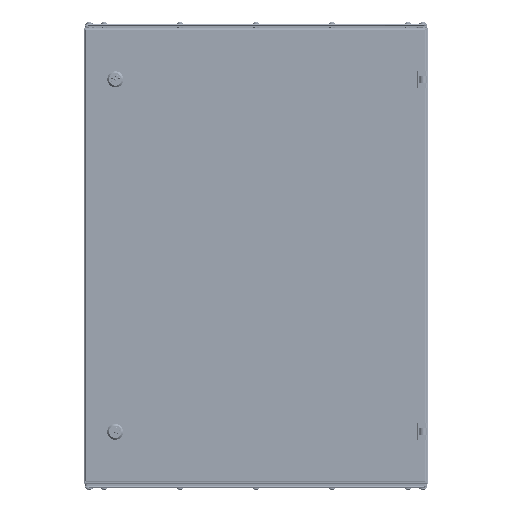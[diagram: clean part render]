
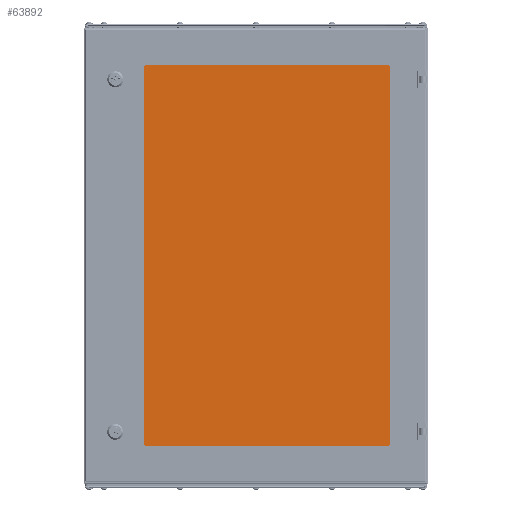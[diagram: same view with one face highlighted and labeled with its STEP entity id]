
A CAD part, top view. The second image highlights one B-rep face of the part: STEP entity #63892.
In plain terms, the highlighted planar face has unit normal (0, 0, 1).
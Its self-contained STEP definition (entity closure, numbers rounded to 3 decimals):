
#2378 = LINE ( 'NONE', #30421, #63521 ) ;
#3979 = VERTEX_POINT ( 'NONE', #35700 ) ;
#6447 = DIRECTION ( 'NONE',  ( -1., 0., 0. ) ) ;
#7460 = LINE ( 'NONE', #33738, #20516 ) ;
#10976 = EDGE_CURVE ( 'NONE', #64150, #67725, #2378, .T. ) ;
#11891 = ORIENTED_EDGE ( 'NONE', *, *, #39630, .T. ) ;
#12856 = DIRECTION ( 'NONE',  ( -1., 0., 0. ) ) ;
#14779 = CIRCLE ( 'NONE', #64495, 10. ) ;
#19501 = DIRECTION ( 'NONE',  ( 0., 0., 1. ) ) ;
#19633 = CIRCLE ( 'NONE', #84953, 10. ) ;
#19839 = CARTESIAN_POINT ( 'NONE',  ( -217.75, 335.5, 4. ) ) ;
#19967 = CARTESIAN_POINT ( 'NONE',  ( -217.75, -335.5, 4. ) ) ;
#20516 = VECTOR ( 'NONE', #12856, 1000. ) ;
#23706 = VERTEX_POINT ( 'NONE', #49165 ) ;
#24453 = CARTESIAN_POINT ( 'NONE',  ( 227.75, -335.5, 4. ) ) ;
#26979 = DIRECTION ( 'NONE',  ( -1., 0., 0. ) ) ;
#28184 = VERTEX_POINT ( 'NONE', #35076 ) ;
#29989 = DIRECTION ( 'NONE',  ( 1., 0., 0. ) ) ;
#30421 = CARTESIAN_POINT ( 'NONE',  ( -227.75, -345.5, 4. ) ) ;
#30911 = CARTESIAN_POINT ( 'NONE',  ( -217.75, -345.5, 4. ) ) ;
#32540 = ORIENTED_EDGE ( 'NONE', *, *, #81832, .T. ) ;
#33657 = FACE_OUTER_BOUND ( 'NONE', #44814, .T. ) ;
#33738 = CARTESIAN_POINT ( 'NONE',  ( -227.75, 345.5, 4. ) ) ;
#34472 = ORIENTED_EDGE ( 'NONE', *, *, #69345, .T. ) ;
#35076 = CARTESIAN_POINT ( 'NONE',  ( -227.75, -335.5, 4. ) ) ;
#35148 = DIRECTION ( 'NONE',  ( 0., -1., 0. ) ) ;
#35338 = VECTOR ( 'NONE', #35148, 1000. ) ;
#35700 = CARTESIAN_POINT ( 'NONE',  ( 227.75, 335.5, 4. ) ) ;
#39527 = DIRECTION ( 'NONE',  ( -1., 0., 0. ) ) ;
#39630 = EDGE_CURVE ( 'NONE', #67725, #55436, #14779, .T. ) ;
#39743 = EDGE_CURVE ( 'NONE', #23706, #61327, #7460, .T. ) ;
#40770 = DIRECTION ( 'NONE',  ( 0., 0., -1. ) ) ;
#44814 = EDGE_LOOP ( 'NONE', ( #75133, #11891, #61445, #34472, #76413, #80940, #32540, #86110 ) ) ;
#44902 = DIRECTION ( 'NONE',  ( 0., 0., 1. ) ) ;
#46981 = DIRECTION ( 'NONE',  ( 0., 0., 1. ) ) ;
#49165 = CARTESIAN_POINT ( 'NONE',  ( 217.75, 345.5, 4. ) ) ;
#53565 = EDGE_CURVE ( 'NONE', #28184, #64150, #69269, .T. ) ;
#53783 = LINE ( 'NONE', #81361, #56810 ) ;
#55436 = VERTEX_POINT ( 'NONE', #24453 ) ;
#56567 = EDGE_CURVE ( 'NONE', #55436, #3979, #53783, .T. ) ;
#56810 = VECTOR ( 'NONE', #60021, 1000. ) ;
#57311 = CARTESIAN_POINT ( 'NONE',  ( 217.75, 335.5, 4. ) ) ;
#57508 = EDGE_CURVE ( 'NONE', #61327, #72585, #81004, .T. ) ;
#60021 = DIRECTION ( 'NONE',  ( 0., 1., 0. ) ) ;
#60768 = PLANE ( 'NONE',  #83235 ) ;
#61327 = VERTEX_POINT ( 'NONE', #67486 ) ;
#61445 = ORIENTED_EDGE ( 'NONE', *, *, #56567, .T. ) ;
#61799 = CARTESIAN_POINT ( 'NONE',  ( -227.75, -345.5, 4. ) ) ;
#63521 = VECTOR ( 'NONE', #29989, 1000. ) ;
#63892 = ADVANCED_FACE ( 'NONE', ( #33657 ), #60768, .F. ) ;
#64150 = VERTEX_POINT ( 'NONE', #30911 ) ;
#64495 = AXIS2_PLACEMENT_3D ( 'NONE', #64884, #44902, #78240 ) ;
#64884 = CARTESIAN_POINT ( 'NONE',  ( 217.75, -335.5, 4. ) ) ;
#65040 = AXIS2_PLACEMENT_3D ( 'NONE', #19967, #19501, #39527 ) ;
#67486 = CARTESIAN_POINT ( 'NONE',  ( -217.75, 345.5, 4. ) ) ;
#67725 = VERTEX_POINT ( 'NONE', #69800 ) ;
#69269 = CIRCLE ( 'NONE', #65040, 10. ) ;
#69345 = EDGE_CURVE ( 'NONE', #3979, #23706, #19633, .T. ) ;
#69800 = CARTESIAN_POINT ( 'NONE',  ( 217.75, -345.5, 4. ) ) ;
#71008 = AXIS2_PLACEMENT_3D ( 'NONE', #19839, #46981, #6447 ) ;
#72406 = DIRECTION ( 'NONE',  ( 0., 0., 1. ) ) ;
#72585 = VERTEX_POINT ( 'NONE', #85794 ) ;
#75133 = ORIENTED_EDGE ( 'NONE', *, *, #10976, .T. ) ;
#76413 = ORIENTED_EDGE ( 'NONE', *, *, #39743, .T. ) ;
#78240 = DIRECTION ( 'NONE',  ( -1., 0., 0. ) ) ;
#80940 = ORIENTED_EDGE ( 'NONE', *, *, #57508, .T. ) ;
#81004 = CIRCLE ( 'NONE', #71008, 10. ) ;
#81361 = CARTESIAN_POINT ( 'NONE',  ( 227.75, -345.5, 4. ) ) ;
#81832 = EDGE_CURVE ( 'NONE', #72585, #28184, #83585, .T. ) ;
#83235 = AXIS2_PLACEMENT_3D ( 'NONE', #87920, #40770, #26979 ) ;
#83585 = LINE ( 'NONE', #61799, #35338 ) ;
#84953 = AXIS2_PLACEMENT_3D ( 'NONE', #57311, #72406, #86190 ) ;
#85794 = CARTESIAN_POINT ( 'NONE',  ( -227.75, 335.5, 4. ) ) ;
#86110 = ORIENTED_EDGE ( 'NONE', *, *, #53565, .T. ) ;
#86190 = DIRECTION ( 'NONE',  ( -1., 0., 0. ) ) ;
#87920 = CARTESIAN_POINT ( 'NONE',  ( 0., 0., 4. ) ) ;
